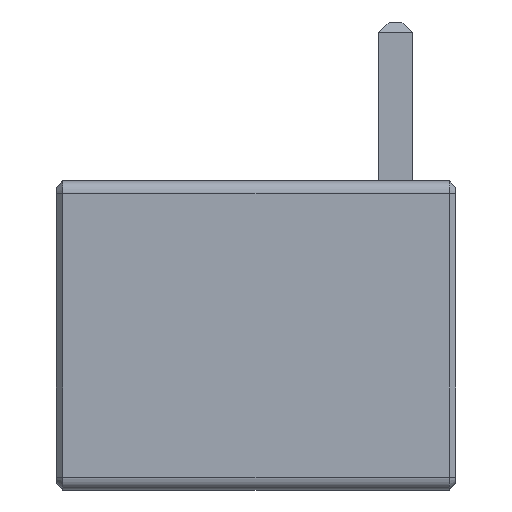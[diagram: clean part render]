
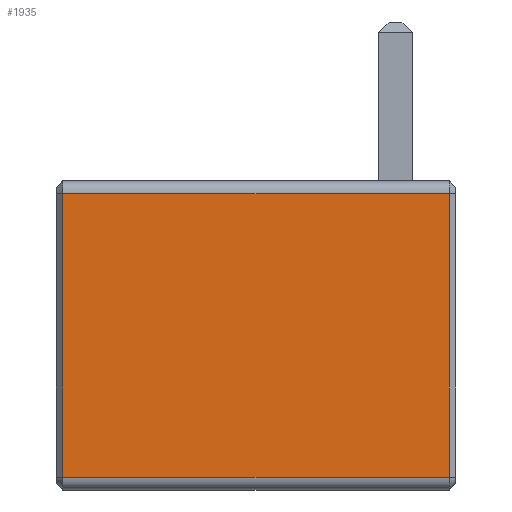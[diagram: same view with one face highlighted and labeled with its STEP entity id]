
A CAD part, left-side view. The second image highlights one B-rep face of the part: STEP entity #1935.
In plain terms, the highlighted planar face has unit normal (-1, 0, 0).
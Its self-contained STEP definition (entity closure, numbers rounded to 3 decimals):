
#312 = LINE ( 'NONE', #2032, #4567 ) ;
#454 = DIRECTION ( 'NONE',  ( 0., 1., 0. ) ) ;
#561 = DIRECTION ( 'NONE',  ( -1., 0., 0. ) ) ;
#567 = EDGE_CURVE ( 'NONE', #4604, #4169, #2924, .T. ) ;
#578 = ORIENTED_EDGE ( 'NONE', *, *, #2828, .T. ) ;
#857 = DIRECTION ( 'NONE',  ( 0., -1., 0. ) ) ;
#1179 = CARTESIAN_POINT ( 'NONE',  ( -7.5, 9.15, -7.2 ) ) ;
#1249 = LINE ( 'NONE', #4684, #2628 ) ;
#1272 = LINE ( 'NONE', #3439, #1808 ) ;
#1460 = EDGE_CURVE ( 'NONE', #2087, #4604, #1272, .T. ) ;
#1570 = CARTESIAN_POINT ( 'NONE',  ( -7.5, 9.15, -0.3 ) ) ;
#1612 = EDGE_LOOP ( 'NONE', ( #578, #4747, #3409, #3764 ) ) ;
#1762 = CARTESIAN_POINT ( 'NONE',  ( -7.5, 9.15, -6.9 ) ) ;
#1808 = VECTOR ( 'NONE', #454, 1000. ) ;
#1823 = CARTESIAN_POINT ( 'NONE',  ( -7.5, 9.3, -7.2 ) ) ;
#1935 = ADVANCED_FACE ( 'NONE', ( #2304 ), #2334, .T. ) ;
#2032 = CARTESIAN_POINT ( 'NONE',  ( -7.5, 0.15, -0.3 ) ) ;
#2087 = VERTEX_POINT ( 'NONE', #4622 ) ;
#2304 = FACE_OUTER_BOUND ( 'NONE', #1612, .T. ) ;
#2334 = PLANE ( 'NONE',  #2784 ) ;
#2628 = VECTOR ( 'NONE', #857, 1000. ) ;
#2784 = AXIS2_PLACEMENT_3D ( 'NONE', #1823, #561, #3206 ) ;
#2828 = EDGE_CURVE ( 'NONE', #4169, #5086, #1249, .T. ) ;
#2924 = LINE ( 'NONE', #1179, #4097 ) ;
#3206 = DIRECTION ( 'NONE',  ( 0., 0., 1. ) ) ;
#3409 = ORIENTED_EDGE ( 'NONE', *, *, #1460, .T. ) ;
#3439 = CARTESIAN_POINT ( 'NONE',  ( -7.5, 9.3, -0.3 ) ) ;
#3658 = EDGE_CURVE ( 'NONE', #5086, #2087, #312, .T. ) ;
#3764 = ORIENTED_EDGE ( 'NONE', *, *, #567, .T. ) ;
#4097 = VECTOR ( 'NONE', #5487, 1000. ) ;
#4169 = VERTEX_POINT ( 'NONE', #1762 ) ;
#4567 = VECTOR ( 'NONE', #4913, 1000. ) ;
#4604 = VERTEX_POINT ( 'NONE', #1570 ) ;
#4622 = CARTESIAN_POINT ( 'NONE',  ( -7.5, 0.15, -0.3 ) ) ;
#4684 = CARTESIAN_POINT ( 'NONE',  ( -7.5, 0., -6.9 ) ) ;
#4735 = CARTESIAN_POINT ( 'NONE',  ( -7.5, 0.15, -6.9 ) ) ;
#4747 = ORIENTED_EDGE ( 'NONE', *, *, #3658, .T. ) ;
#4913 = DIRECTION ( 'NONE',  ( 0., 0., 1. ) ) ;
#5086 = VERTEX_POINT ( 'NONE', #4735 ) ;
#5487 = DIRECTION ( 'NONE',  ( 0., 0., -1. ) ) ;
